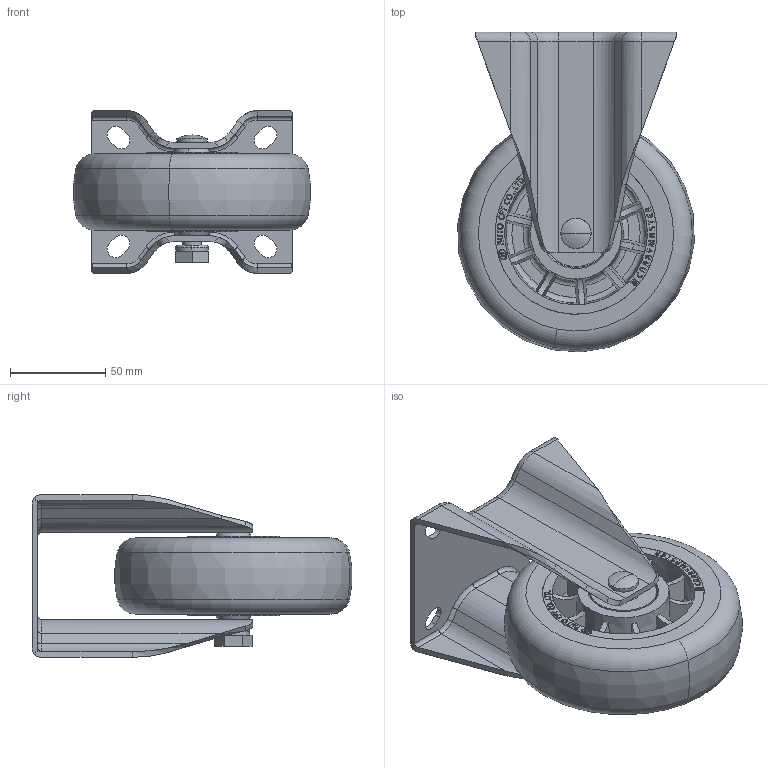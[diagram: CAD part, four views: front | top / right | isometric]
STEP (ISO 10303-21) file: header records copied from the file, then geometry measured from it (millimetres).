
FILE_DESCRIPTION (( 'STEP AP203' ), '1' );
FILE_NAME ('ACLMU-125RF.STEP', '2015-09-23T07:06:10', ( 'WON SINCHUL' ), ( 'Hewlett-Packard Company' ), 'SwSTEP 2.0', 'SolidWorks 2015', '' );
FILE_SCHEMA (( 'CONFIG_CONTROL_DESIGN' ));
Length unit declared in the file: millimetre
Products named in the file (1): ACLMU-125RF
Bounding box: 124.32 x 168.02 x 85.48 mm (x, y, z)
Volume: 510992.6 mm3; surface area: 154289.2 mm2
Topology: 7 solids, 7 shells, 1327 faces, 3637 edges, 2395 vertices
Faces by surface type: plane 729, bspline 308, cylinder 188, torus 72, cone 30
Entity records: 58172 total; most frequent: CARTESIAN_POINT 26838, ORIENTED_EDGE 7270, DIRECTION 5249, EDGE_CURVE 3635, VERTEX_POINT 2395, LINE 2133, VECTOR 2133, AXIS2_PLACEMENT_3D 1558
